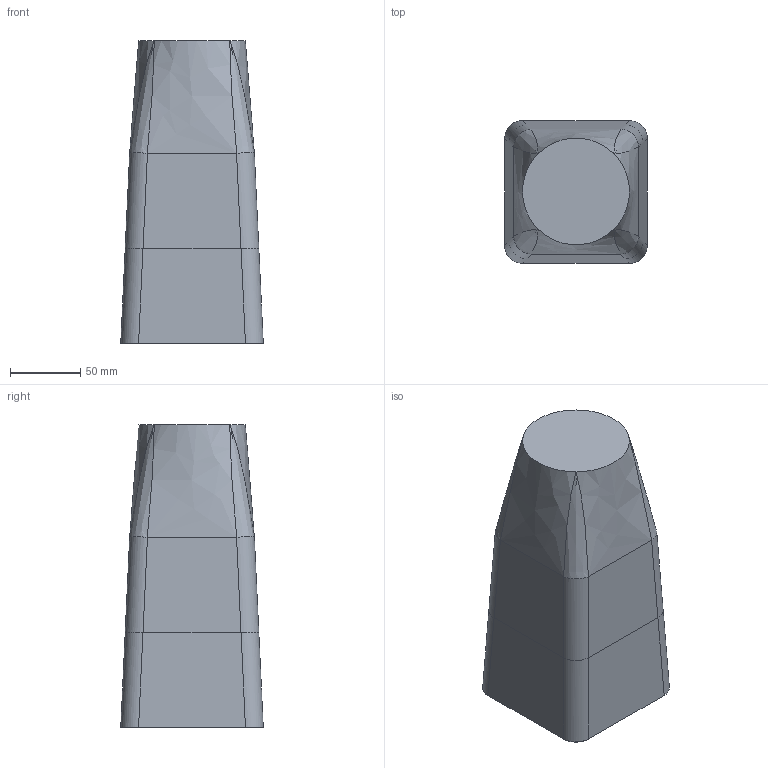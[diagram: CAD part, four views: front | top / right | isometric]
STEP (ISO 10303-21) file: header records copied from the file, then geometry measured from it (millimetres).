
FILE_DESCRIPTION (( 'STEP AP203' ), '1' );
FILE_NAME ('NewNose.STEP', '2024-11-27T21:54:58', ( '' ), ( '' ), 'SwSTEP 2.0', 'SolidWorks 2024', '' );
FILE_SCHEMA (( 'CONFIG_CONTROL_DESIGN' ));
Length unit declared in the file: inch
Products named in the file (1): NewNose
Bounding box: 101.6 x 101.6 x 215.87 mm (x, y, z)
Volume: 151683.4 mm3; surface area: 150081.3 mm2
Topology: 1 solids, 1 shells, 59 faces, 152 edges, 92 vertices
Faces by surface type: cylinder 24, plane 19, bspline 16
Entity records: 3825 total; most frequent: CARTESIAN_POINT 2580, ORIENTED_EDGE 296, DIRECTION 164, EDGE_CURVE 148, VERTEX_POINT 92, B_SPLINE_CURVE_WITH_KNOTS 60, EDGE_LOOP 60, FACE_OUTER_BOUND 59
